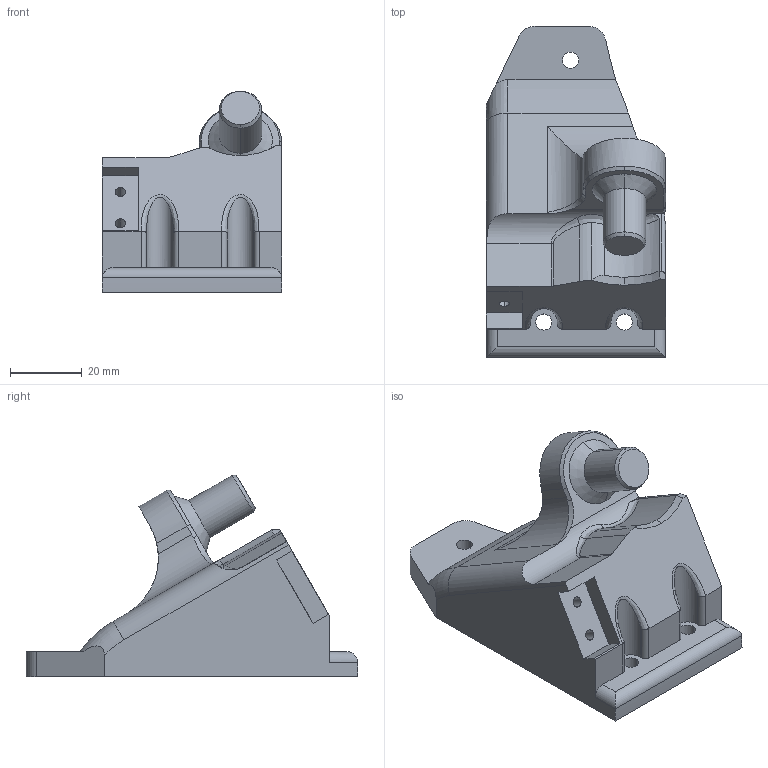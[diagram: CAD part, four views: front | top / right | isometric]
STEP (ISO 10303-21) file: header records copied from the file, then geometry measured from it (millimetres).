
FILE_DESCRIPTION (( 'STEP AP203' ), '1' );
FILE_NAME ('04_rollmount right_30°_v4_2020base.step', '2020-06-11T11:29:57', ( '' ), ( '' ), 'SwSTEP 2.0', 'SolidWorks 2020', '' );
FILE_SCHEMA (( 'CONFIG_CONTROL_DESIGN' ));
Length unit declared in the file: millimetre
Products named in the file (1): 04_rollmount right_30起v4_2020base
Bounding box: 50 x 92.63 x 56.25 mm (x, y, z)
Volume: 94913.4 mm3; surface area: 16598.6 mm2
Topology: 1 solids, 1 shells, 99 faces, 263 edges, 171 vertices
Faces by surface type: cylinder 45, plane 32, cone 11, bspline 10, torus 1
Entity records: 3901 total; most frequent: CARTESIAN_POINT 1471, ORIENTED_EDGE 526, DIRECTION 452, EDGE_CURVE 263, VERTEX_POINT 171, AXIS2_PLACEMENT_3D 168, LINE 116, VECTOR 116
